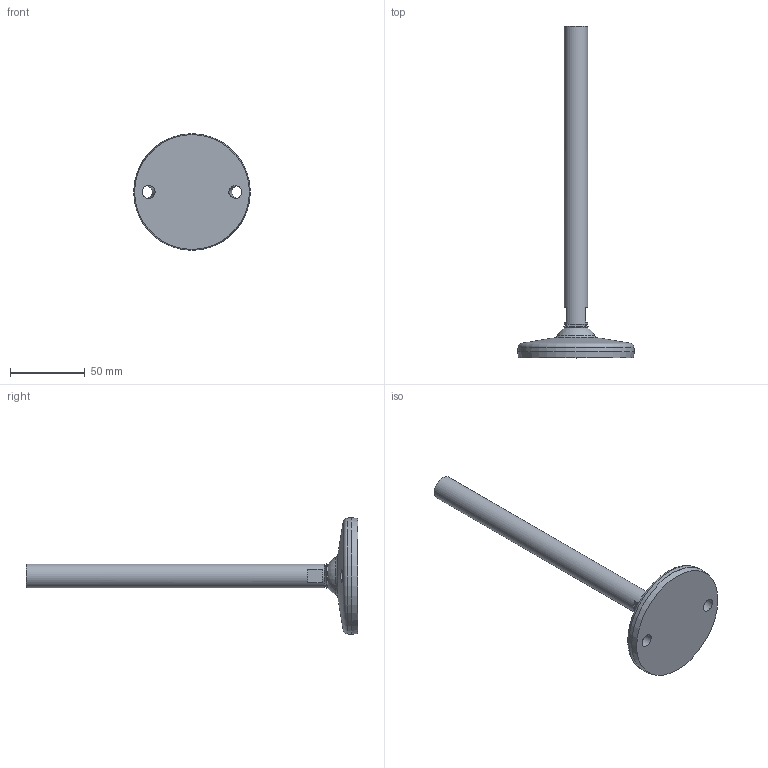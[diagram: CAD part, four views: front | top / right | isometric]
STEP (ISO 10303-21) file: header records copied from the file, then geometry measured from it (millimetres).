
FILE_DESCRIPTION (( 'STEP AP203' ), '1' );
FILE_NAME ('HSFx9 - HSF79-M16-L200-W.STEP', '2024-09-03T19:48:32', ( '' ), ( '' ), 'SwSTEP 2.0', 'SolidWorks 2024', '' );
FILE_SCHEMA (( 'CONFIG_CONTROL_DESIGN' ));
Length unit declared in the file: millimetre
Products named in the file (1): HSFx9 - HSF79-M16-L200-W
Bounding box: 78 x 222 x 78 mm (x, y, z)
Volume: 95530.4 mm3; surface area: 22863.3 mm2
Topology: 2 solids, 2 shells, 24 faces, 45 edges, 29 vertices
Faces by surface type: plane 10, cone 5, cylinder 4, torus 3, sphere 2
Full cylindrical faces by diameter (mm): 8.5 x2, 16 x1, 77.98 x1
Entity records: 745 total; most frequent: CARTESIAN_POINT 225, DIRECTION 96, ORIENTED_EDGE 62, EDGE_LOOP 46, AXIS2_PLACEMENT_3D 44, FACE_OUTER_BOUND 33, EDGE_CURVE 31, VERTEX_POINT 27
